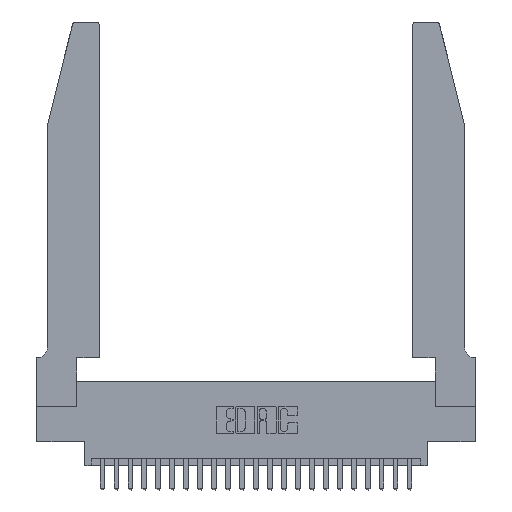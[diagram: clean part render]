
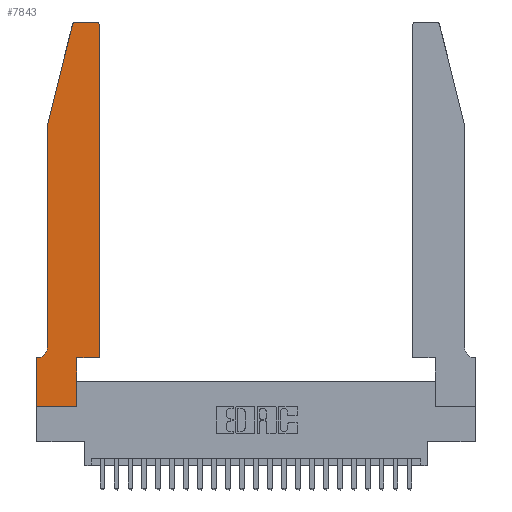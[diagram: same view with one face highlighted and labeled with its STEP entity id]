
A CAD part, top view. The second image highlights one B-rep face of the part: STEP entity #7843.
In plain terms, the highlighted planar face has unit normal (0, 0, 1).
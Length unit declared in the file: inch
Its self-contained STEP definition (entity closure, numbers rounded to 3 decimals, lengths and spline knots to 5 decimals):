
#153 = CARTESIAN_POINT ( 'NONE',  ( 0.0755, 0.42, 0.37 ) ) ;
#304 = VECTOR ( 'NONE', #22508, 39.37008 ) ;
#618 = CARTESIAN_POINT ( 'NONE',  ( 0.0055, 0.35, 0.37 ) ) ;
#844 = CARTESIAN_POINT ( 'NONE',  ( 0.2865, 0., 0.37 ) ) ;
#1093 = CARTESIAN_POINT ( 'NONE',  ( 0.2865, 0.35, 0.37 ) ) ;
#1105 = ORIENTED_EDGE ( 'NONE', *, *, #22609, .T. ) ;
#1438 = CIRCLE ( 'NONE', #22314, 0.03 ) ;
#1522 = DIRECTION ( 'NONE',  ( -1., 0., 0. ) ) ;
#1531 = CARTESIAN_POINT ( 'NONE',  ( 0., 0., 0.37 ) ) ;
#2276 = DIRECTION ( 'NONE',  ( -1., 0., 0. ) ) ;
#2303 = VERTEX_POINT ( 'NONE', #844 ) ;
#2435 = ORIENTED_EDGE ( 'NONE', *, *, #10441, .T. ) ;
#2674 = VERTEX_POINT ( 'NONE', #3407 ) ;
#2687 = LINE ( 'NONE', #9680, #17950 ) ;
#3253 = EDGE_CURVE ( 'NONE', #25294, #5111, #15949, .T. ) ;
#3407 = CARTESIAN_POINT ( 'NONE',  ( 0.25487, 2.72718, 0.37 ) ) ;
#3523 = DIRECTION ( 'NONE',  ( 0., 0., 1. ) ) ;
#3586 = DIRECTION ( 'NONE',  ( 0., -1., 0. ) ) ;
#3897 = EDGE_CURVE ( 'NONE', #2674, #11143, #22528, .T. ) ;
#4229 = CARTESIAN_POINT ( 'NONE',  ( 0., 0.35, 0.37 ) ) ;
#4326 = CARTESIAN_POINT ( 'NONE',  ( 0.0755, 0.35, 0.37 ) ) ;
#4390 = VERTEX_POINT ( 'NONE', #19982 ) ;
#4500 = VERTEX_POINT ( 'NONE', #10536 ) ;
#4637 = CARTESIAN_POINT ( 'NONE',  ( 0., 0., 0.37 ) ) ;
#5083 = VECTOR ( 'NONE', #14925, 39.37008 ) ;
#5111 = VERTEX_POINT ( 'NONE', #4229 ) ;
#5635 = CARTESIAN_POINT ( 'NONE',  ( 0.0055, 0.42, 0.37 ) ) ;
#5845 = CARTESIAN_POINT ( 'NONE',  ( 0.284, 2.72, 0.37 ) ) ;
#5953 = ORIENTED_EDGE ( 'NONE', *, *, #22103, .T. ) ;
#6049 = AXIS2_PLACEMENT_3D ( 'NONE', #5635, #19424, #7663 ) ;
#6113 = DIRECTION ( 'NONE',  ( 1., 0., 0. ) ) ;
#6503 = CARTESIAN_POINT ( 'NONE',  ( 0.284, 2.75, 0.37 ) ) ;
#6855 = CARTESIAN_POINT ( 'NONE',  ( 0.4505, 0.35, 0.37 ) ) ;
#6896 = CARTESIAN_POINT ( 'NONE',  ( 0.4505, 0.35, 0.37 ) ) ;
#6915 = VECTOR ( 'NONE', #8631, 39.37008 ) ;
#6951 = CIRCLE ( 'NONE', #12485, 0.03 ) ;
#7212 = DIRECTION ( 'NONE',  ( 0., -1., 0. ) ) ;
#7432 = LINE ( 'NONE', #22773, #23028 ) ;
#7663 = DIRECTION ( 'NONE',  ( -1., 0., 0. ) ) ;
#7789 = VERTEX_POINT ( 'NONE', #21633 ) ;
#7843 = ADVANCED_FACE ( 'NONE', ( #21160 ), #16018, .T. ) ;
#7868 = DIRECTION ( 'NONE',  ( 1., 0., 0. ) ) ;
#8290 = EDGE_CURVE ( 'NONE', #22316, #25294, #22362, .T. ) ;
#8631 = DIRECTION ( 'NONE',  ( -0.239, -0.971, 0. ) ) ;
#8766 = LINE ( 'NONE', #1531, #23707 ) ;
#9561 = VECTOR ( 'NONE', #24313, 39.37008 ) ;
#9680 = CARTESIAN_POINT ( 'NONE',  ( 0.4505, 0.35, 0.37 ) ) ;
#10441 = EDGE_CURVE ( 'NONE', #4390, #7789, #6951, .T. ) ;
#10536 = CARTESIAN_POINT ( 'NONE',  ( 0., 0., 0.37 ) ) ;
#11143 = VERTEX_POINT ( 'NONE', #23216 ) ;
#11732 = DIRECTION ( 'NONE',  ( 0., 1., 0. ) ) ;
#11936 = LINE ( 'NONE', #25153, #21590 ) ;
#12485 = AXIS2_PLACEMENT_3D ( 'NONE', #15508, #3523, #17459 ) ;
#12588 = CARTESIAN_POINT ( 'NONE',  ( 0.0755, 2., 0.37 ) ) ;
#13174 = EDGE_CURVE ( 'NONE', #2303, #17098, #16318, .T. ) ;
#14286 = VERTEX_POINT ( 'NONE', #6503 ) ;
#14384 = ORIENTED_EDGE ( 'NONE', *, *, #23633, .T. ) ;
#14925 = DIRECTION ( 'NONE',  ( 0., 1., 0. ) ) ;
#14966 = ORIENTED_EDGE ( 'NONE', *, *, #20300, .T. ) ;
#15000 = CARTESIAN_POINT ( 'NONE',  ( 0.2865, 0.35, 0.37 ) ) ;
#15056 = AXIS2_PLACEMENT_3D ( 'NONE', #25623, #17953, #6113 ) ;
#15360 = EDGE_CURVE ( 'NONE', #5111, #4500, #8766, .T. ) ;
#15508 = CARTESIAN_POINT ( 'NONE',  ( 0.4205, 2.72, 0.37 ) ) ;
#15949 = LINE ( 'NONE', #4326, #25587 ) ;
#16018 = PLANE ( 'NONE',  #15056 ) ;
#16318 = LINE ( 'NONE', #15000, #5083 ) ;
#16595 = EDGE_CURVE ( 'NONE', #14286, #2674, #1438, .T. ) ;
#17098 = VERTEX_POINT ( 'NONE', #1093 ) ;
#17407 = ORIENTED_EDGE ( 'NONE', *, *, #13174, .T. ) ;
#17459 = DIRECTION ( 'NONE',  ( 1., 0., 0. ) ) ;
#17950 = VECTOR ( 'NONE', #11732, 39.37008 ) ;
#17953 = DIRECTION ( 'NONE',  ( 0., 0., 1. ) ) ;
#18835 = ORIENTED_EDGE ( 'NONE', *, *, #16595, .T. ) ;
#19424 = DIRECTION ( 'NONE',  ( 0., 0., -1. ) ) ;
#19633 = DIRECTION ( 'NONE',  ( 0., 0., 1. ) ) ;
#19960 = LINE ( 'NONE', #4637, #9561 ) ;
#19982 = CARTESIAN_POINT ( 'NONE',  ( 0.4505, 2.72, 0.37 ) ) ;
#20061 = ORIENTED_EDGE ( 'NONE', *, *, #8290, .T. ) ;
#20122 = VERTEX_POINT ( 'NONE', #6896 ) ;
#20300 = EDGE_CURVE ( 'NONE', #7789, #14286, #11936, .T. ) ;
#21160 = FACE_OUTER_BOUND ( 'NONE', #23515, .T. ) ;
#21419 = LINE ( 'NONE', #6855, #304 ) ;
#21590 = VECTOR ( 'NONE', #1522, 39.37008 ) ;
#21633 = CARTESIAN_POINT ( 'NONE',  ( 0.4205, 2.75, 0.37 ) ) ;
#22103 = EDGE_CURVE ( 'NONE', #20122, #4390, #2687, .T. ) ;
#22314 = AXIS2_PLACEMENT_3D ( 'NONE', #5845, #19633, #7868 ) ;
#22316 = VERTEX_POINT ( 'NONE', #153 ) ;
#22362 = CIRCLE ( 'NONE', #6049, 0.07 ) ;
#22508 = DIRECTION ( 'NONE',  ( 1., 0., 0. ) ) ;
#22528 = LINE ( 'NONE', #12588, #6915 ) ;
#22609 = EDGE_CURVE ( 'NONE', #11143, #22316, #7432, .T. ) ;
#22773 = CARTESIAN_POINT ( 'NONE',  ( 0.0755, 2., 0.37 ) ) ;
#22805 = ORIENTED_EDGE ( 'NONE', *, *, #15360, .T. ) ;
#23028 = VECTOR ( 'NONE', #7212, 39.37008 ) ;
#23068 = ORIENTED_EDGE ( 'NONE', *, *, #3897, .T. ) ;
#23216 = CARTESIAN_POINT ( 'NONE',  ( 0.0755, 2., 0.37 ) ) ;
#23515 = EDGE_LOOP ( 'NONE', ( #14966, #18835, #23068, #1105, #20061, #23696, #22805, #14384, #17407, #23712, #5953, #2435 ) ) ;
#23633 = EDGE_CURVE ( 'NONE', #4500, #2303, #19960, .T. ) ;
#23696 = ORIENTED_EDGE ( 'NONE', *, *, #3253, .T. ) ;
#23707 = VECTOR ( 'NONE', #3586, 39.37008 ) ;
#23712 = ORIENTED_EDGE ( 'NONE', *, *, #24258, .T. ) ;
#24258 = EDGE_CURVE ( 'NONE', #17098, #20122, #21419, .T. ) ;
#24313 = DIRECTION ( 'NONE',  ( 1., 0., 0. ) ) ;
#25153 = CARTESIAN_POINT ( 'NONE',  ( 0.2605, 2.75, 0.37 ) ) ;
#25294 = VERTEX_POINT ( 'NONE', #618 ) ;
#25587 = VECTOR ( 'NONE', #2276, 39.37008 ) ;
#25623 = CARTESIAN_POINT ( 'NONE',  ( 0., 0.35, 0.37 ) ) ;
